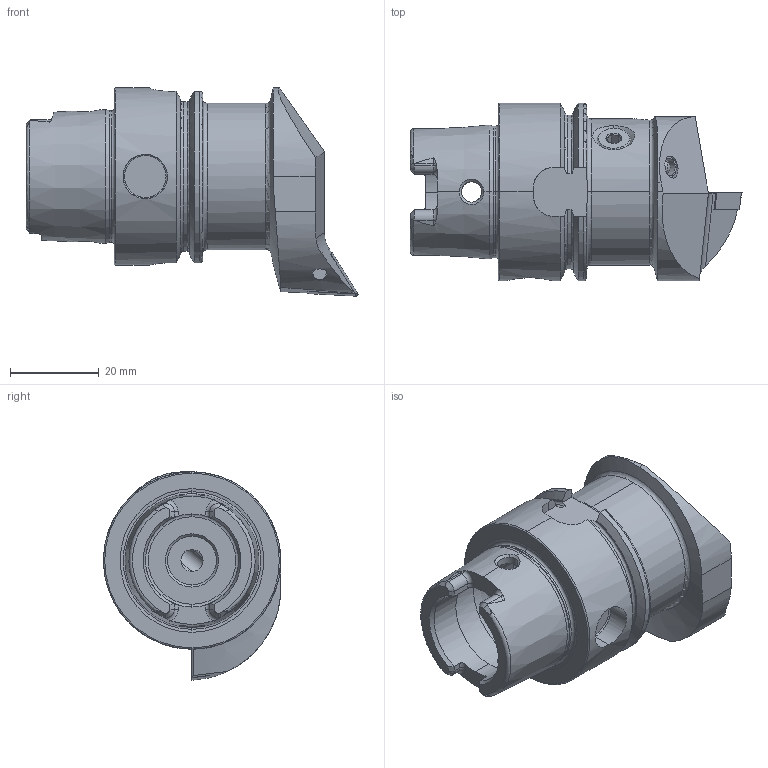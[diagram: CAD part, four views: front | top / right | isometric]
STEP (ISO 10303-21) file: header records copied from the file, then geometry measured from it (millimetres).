
FILE_DESCRIPTION (( 'STEP AP214' ), '1' );
FILE_NAME ('HA4.KDB.RJA.055-HP.STEP', '2020-09-17T07:01:13', ( '' ), ( '' ), 'SwSTEP 2.0', 'SolidWorks 2017', '' );
FILE_SCHEMA (( 'AUTOMOTIVE_DESIGN' ));
Length unit declared in the file: millimetre
Products named in the file (11): KVT_MB_600_050; DCMT11T304; CHP-ER1.008.011_A; WCB-ER2.001.009_A; HA4-KDB.RJA.055-HP_A_Fertigbearbeitung; CHP-ER1.015.006; HA4.KDB.RJA.055-HP; ISO 8752 2x8; DIN 3771 - 13x1; CHP-ER1.015.006_A; DIN 7991 - M5x15
Assembly tree (10 placements, depth 3):
  HA4.KDB.RJA.055-HP
    HA4-KDB.RJA.055-HP_A_Fertigbearbeitung
    WCB-ER2.001.009_A
    DCMT11T304
    CHP-ER1.008.011_A
    CHP-ER1.015.006
      CHP-ER1.015.006_A
      DIN 3771 - 13x1
      DIN 7991 - M5x15
    ISO 8752 2x8
    KVT_MB_600_050
Bounding box: 74.91 x 40 x 47 mm (x, y, z)
Volume: 44406.9 mm3; surface area: 16999.3 mm2
Topology: 10 solids, 10 shells, 461 faces, 1145 edges, 689 vertices
Faces by surface type: cone 130, cylinder 129, plane 123, torus 55, bspline 20, sphere 4
Entity records: 17183 total; most frequent: CARTESIAN_POINT 4915, ORIENTED_EDGE 2240, DIRECTION 2178, EDGE_CURVE 1120, AXIS2_PLACEMENT_3D 878, VERTEX_POINT 686, EDGE_LOOP 488, ADVANCED_FACE 461
